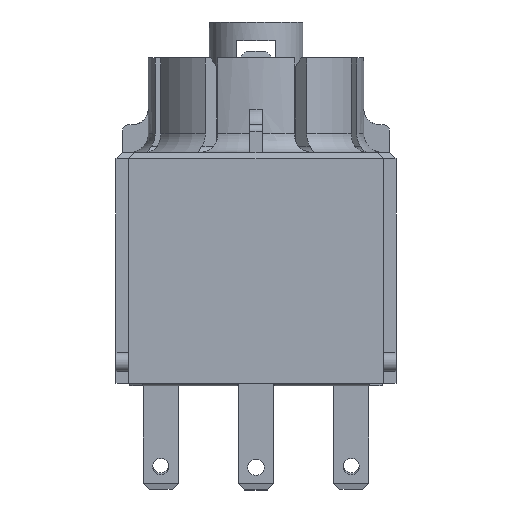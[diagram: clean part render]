
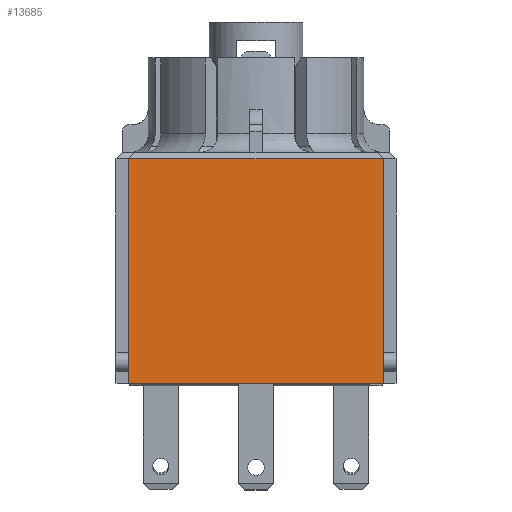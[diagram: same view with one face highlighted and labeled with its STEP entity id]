
A CAD part, front view. The second image highlights one B-rep face of the part: STEP entity #13685.
In plain terms, the highlighted planar face has unit normal (0, -1, 0).
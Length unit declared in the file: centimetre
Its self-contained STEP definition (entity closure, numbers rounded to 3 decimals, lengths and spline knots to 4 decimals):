
#1454=FACE_OUTER_BOUND('',#2262,.T.);
#2262=EDGE_LOOP('',(#12226,#12227,#12228,#12229,#12230,#12231));
#3634=LINE('',#23405,#5123);
#3671=LINE('',#23485,#5160);
#3672=LINE('',#23488,#5161);
#3676=LINE('',#23522,#5165);
#3677=LINE('',#23523,#5166);
#3728=LINE('',#23643,#5217);
#5123=VECTOR('',#17254,2.02);
#5160=VECTOR('',#17329,1.611);
#5161=VECTOR('',#17332,0.169);
#5165=VECTOR('',#17386,0.169);
#5166=VECTOR('',#17387,1.611);
#5217=VECTOR('',#17514,2.02);
#6472=VERTEX_POINT('',#23397);
#6474=VERTEX_POINT('',#23403);
#6498=VERTEX_POINT('',#23484);
#6499=VERTEX_POINT('',#23487);
#6501=VERTEX_POINT('',#23509);
#6504=VERTEX_POINT('',#23520);
#8325=EDGE_CURVE('',#6474,#6472,#3634,.T.);
#8365=EDGE_CURVE('',#6498,#6472,#3671,.T.);
#8367=EDGE_CURVE('',#6499,#6498,#3672,.T.);
#8383=EDGE_CURVE('',#6504,#6501,#3676,.T.);
#8384=EDGE_CURVE('',#6501,#6474,#3677,.T.);
#8443=EDGE_CURVE('',#6504,#6499,#3728,.T.);
#12226=ORIENTED_EDGE('',*,*,#8325,.F.);
#12227=ORIENTED_EDGE('',*,*,#8384,.F.);
#12228=ORIENTED_EDGE('',*,*,#8383,.F.);
#12229=ORIENTED_EDGE('',*,*,#8443,.T.);
#12230=ORIENTED_EDGE('',*,*,#8367,.T.);
#12231=ORIENTED_EDGE('',*,*,#8365,.T.);
#12973=PLANE('',#14514);
#13685=ADVANCED_FACE('',(#1454),#12973,.T.);
#14514=AXIS2_PLACEMENT_3D('',#23671,#17543,#17544);
#17254=DIRECTION('',(1.,0.,0.));
#17329=DIRECTION('',(0.,0.,1.));
#17332=DIRECTION('',(0.,0.,1.));
#17386=DIRECTION('',(0.,0.,1.));
#17387=DIRECTION('',(0.,0.,1.));
#17514=DIRECTION('',(1.,0.,0.));
#17543=DIRECTION('center_axis',(0.,-1.,0.));
#17544=DIRECTION('ref_axis',(0.,0.,-1.));
#23397=CARTESIAN_POINT('',(1.01,-1.11,1.8));
#23403=CARTESIAN_POINT('',(-1.01,-1.11,1.8));
#23405=CARTESIAN_POINT('',(0.,-1.11,1.8));
#23484=CARTESIAN_POINT('',(1.01,-1.11,0.189));
#23485=CARTESIAN_POINT('',(1.01,-1.11,0.02));
#23487=CARTESIAN_POINT('',(1.01,-1.11,0.02));
#23488=CARTESIAN_POINT('',(1.01,-1.11,0.02));
#23509=CARTESIAN_POINT('',(-1.01,-1.11,0.189));
#23520=CARTESIAN_POINT('',(-1.01,-1.11,0.02));
#23522=CARTESIAN_POINT('',(-1.01,-1.11,0.02));
#23523=CARTESIAN_POINT('',(-1.01,-1.11,0.02));
#23643=CARTESIAN_POINT('',(-1.01,-1.11,0.02));
#23671=CARTESIAN_POINT('Origin',(0.,-1.11,0.02));
